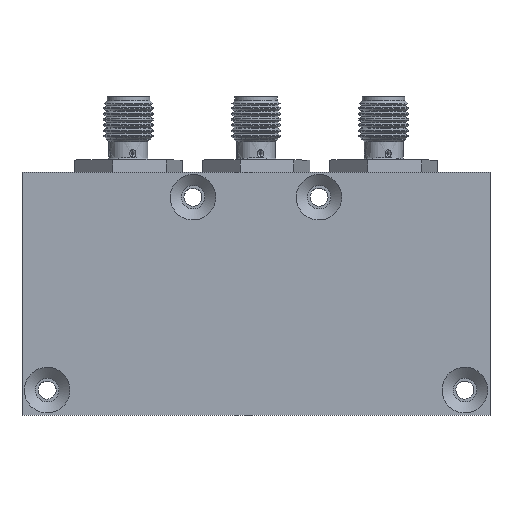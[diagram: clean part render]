
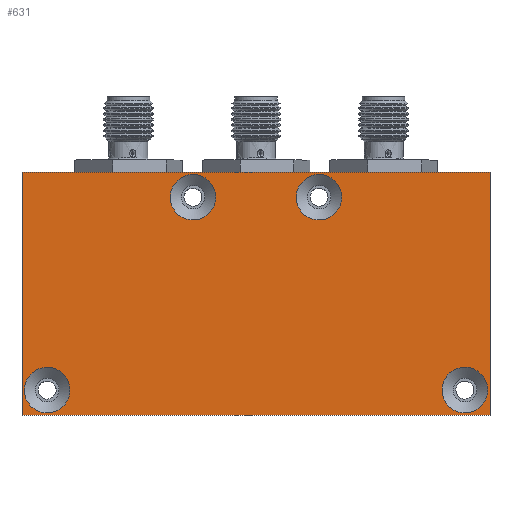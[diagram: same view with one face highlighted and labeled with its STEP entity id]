
A CAD part, top view. The second image highlights one B-rep face of the part: STEP entity #631.
In plain terms, the highlighted free-form (B-spline) face has degree [1, 1] with [2, 2] control points.
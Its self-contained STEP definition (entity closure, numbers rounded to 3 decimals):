
#533 = VERTEX_POINT('',#534);
#534 = CARTESIAN_POINT('',(-35.789,18.593,
    9.181));
#539 = EDGE_CURVE('',#540,#533,#542,.T.);
#540 = VERTEX_POINT('',#541);
#541 = CARTESIAN_POINT('',(35.789,18.593,
    9.181));
#542 = B_SPLINE_CURVE_WITH_KNOTS('',1,(#543,#544),.UNSPECIFIED.,.F.,.F.,
  (2,2),(0.,58.67),.PIECEWISE_BEZIER_KNOTS.);
#543 = CARTESIAN_POINT('',(35.789,18.593,
    9.181));
#544 = CARTESIAN_POINT('',(-35.789,18.593,
    9.181));
#567 = VERTEX_POINT('',#568);
#568 = CARTESIAN_POINT('',(-35.789,-18.593,
    9.181));
#573 = EDGE_CURVE('',#533,#567,#574,.T.);
#574 = B_SPLINE_CURVE_WITH_KNOTS('',1,(#575,#576),.UNSPECIFIED.,.F.,.F.,
  (2,2),(0.,30.48),.PIECEWISE_BEZIER_KNOTS.);
#575 = CARTESIAN_POINT('',(-35.789,18.593,
    9.181));
#576 = CARTESIAN_POINT('',(-35.789,-18.593,
    9.181));
#595 = VERTEX_POINT('',#596);
#596 = CARTESIAN_POINT('',(35.789,-18.593,
    9.181));
#601 = EDGE_CURVE('',#567,#595,#602,.T.);
#602 = B_SPLINE_CURVE_WITH_KNOTS('',1,(#603,#604),.UNSPECIFIED.,.F.,.F.,
  (2,2),(0.,58.67),.PIECEWISE_BEZIER_KNOTS.);
#603 = CARTESIAN_POINT('',(-35.789,-18.593,
    9.181));
#604 = CARTESIAN_POINT('',(35.789,-18.593,
    9.181));
#621 = EDGE_CURVE('',#595,#540,#622,.T.);
#622 = B_SPLINE_CURVE_WITH_KNOTS('',1,(#623,#624),.UNSPECIFIED.,.F.,.F.,
  (2,2),(0.,30.48),.PIECEWISE_BEZIER_KNOTS.);
#623 = CARTESIAN_POINT('',(35.789,-18.593,
    9.181));
#624 = CARTESIAN_POINT('',(35.789,18.593,
    9.181));
#631 = ADVANCED_FACE('',(#632,#646,#660,#674,#688),#694,.T.);
#632 = FACE_BOUND('',#633,.T.);
#633 = EDGE_LOOP('',(#634));
#634 = ORIENTED_EDGE('',*,*,#635,.F.);
#635 = EDGE_CURVE('',#636,#636,#638,.T.);
#636 = VERTEX_POINT('',#637);
#637 = CARTESIAN_POINT('',(-6.152,14.75,
    9.181));
#638 = ( BOUNDED_CURVE() B_SPLINE_CURVE(2,(#639,#640,#641,#642,#643,#644
,#645),.UNSPECIFIED.,.T.,.F.) B_SPLINE_CURVE_WITH_KNOTS((1,2,2,2,2,1),(
    -2.094,0.,2.094,4.189,6.283,
8.378),.UNSPECIFIED.) CURVE() GEOMETRIC_REPRESENTATION_ITEM() 
RATIONAL_B_SPLINE_CURVE((1.,0.5,1.,0.5,1.,0.5,1.)) REPRESENTATION_ITEM(
  '') );
#639 = CARTESIAN_POINT('',(-6.152,14.75,
    9.181));
#640 = CARTESIAN_POINT('',(-6.152,20.788,
    9.181));
#641 = CARTESIAN_POINT('',(-11.381,17.769,
    9.181));
#642 = CARTESIAN_POINT('',(-16.61,14.75,9.181
    ));
#643 = CARTESIAN_POINT('',(-11.381,11.731,
    9.181));
#644 = CARTESIAN_POINT('',(-6.152,8.712,9.181
    ));
#645 = CARTESIAN_POINT('',(-6.152,14.75,
    9.181));
#646 = FACE_BOUND('',#647,.T.);
#647 = EDGE_LOOP('',(#648));
#648 = ORIENTED_EDGE('',*,*,#649,.F.);
#649 = EDGE_CURVE('',#650,#650,#652,.T.);
#650 = VERTEX_POINT('',#651);
#651 = CARTESIAN_POINT('',(13.124,14.75,
    9.181));
#652 = ( BOUNDED_CURVE() B_SPLINE_CURVE(2,(#653,#654,#655,#656,#657,#658
,#659),.UNSPECIFIED.,.T.,.F.) B_SPLINE_CURVE_WITH_KNOTS((1,2,2,2,2,1),(
    -2.094,0.,2.094,4.189,6.283,
8.378),.UNSPECIFIED.) CURVE() GEOMETRIC_REPRESENTATION_ITEM() 
RATIONAL_B_SPLINE_CURVE((1.,0.5,1.,0.5,1.,0.5,1.)) REPRESENTATION_ITEM(
  '') );
#653 = CARTESIAN_POINT('',(13.124,14.75,
    9.181));
#654 = CARTESIAN_POINT('',(13.124,20.788,
    9.181));
#655 = CARTESIAN_POINT('',(7.895,17.769,9.181
    ));
#656 = CARTESIAN_POINT('',(2.666,14.75,9.181)
  );
#657 = CARTESIAN_POINT('',(7.895,11.731,9.181
    ));
#658 = CARTESIAN_POINT('',(13.124,8.712,9.181
    ));
#659 = CARTESIAN_POINT('',(13.124,14.75,
    9.181));
#660 = FACE_BOUND('',#661,.T.);
#661 = EDGE_LOOP('',(#662));
#662 = ORIENTED_EDGE('',*,*,#663,.F.);
#663 = EDGE_CURVE('',#664,#664,#666,.T.);
#664 = VERTEX_POINT('',#665);
#665 = CARTESIAN_POINT('',(-28.46,-14.75,
    9.181));
#666 = ( BOUNDED_CURVE() B_SPLINE_CURVE(2,(#667,#668,#669,#670,#671,#672
,#673),.UNSPECIFIED.,.T.,.F.) B_SPLINE_CURVE_WITH_KNOTS((1,2,2,2,2,1),(
    -2.094,0.,2.094,4.189,6.283,
8.378),.UNSPECIFIED.) CURVE() GEOMETRIC_REPRESENTATION_ITEM() 
RATIONAL_B_SPLINE_CURVE((1.,0.5,1.,0.5,1.,0.5,1.)) REPRESENTATION_ITEM(
  '') );
#667 = CARTESIAN_POINT('',(-28.46,-14.75,
    9.181));
#668 = CARTESIAN_POINT('',(-28.46,-8.712,
    9.181));
#669 = CARTESIAN_POINT('',(-33.689,-11.731,
    9.181));
#670 = CARTESIAN_POINT('',(-38.918,-14.75,
    9.181));
#671 = CARTESIAN_POINT('',(-33.689,-17.769,
    9.181));
#672 = CARTESIAN_POINT('',(-28.46,-20.788,
    9.181));
#673 = CARTESIAN_POINT('',(-28.46,-14.75,
    9.181));
#674 = FACE_BOUND('',#675,.T.);
#675 = EDGE_LOOP('',(#676));
#676 = ORIENTED_EDGE('',*,*,#677,.F.);
#677 = EDGE_CURVE('',#678,#678,#680,.T.);
#678 = VERTEX_POINT('',#679);
#679 = CARTESIAN_POINT('',(35.432,-14.75,
    9.181));
#680 = ( BOUNDED_CURVE() B_SPLINE_CURVE(2,(#681,#682,#683,#684,#685,#686
,#687),.UNSPECIFIED.,.T.,.F.) B_SPLINE_CURVE_WITH_KNOTS((1,2,2,2,2,1),(
    -2.094,0.,2.094,4.189,6.283,
8.378),.UNSPECIFIED.) CURVE() GEOMETRIC_REPRESENTATION_ITEM() 
RATIONAL_B_SPLINE_CURVE((1.,0.5,1.,0.5,1.,0.5,1.)) REPRESENTATION_ITEM(
  '') );
#681 = CARTESIAN_POINT('',(35.432,-14.75,
    9.181));
#682 = CARTESIAN_POINT('',(35.432,-8.712,
    9.181));
#683 = CARTESIAN_POINT('',(30.203,-11.731,
    9.181));
#684 = CARTESIAN_POINT('',(24.974,-14.75,9.181
    ));
#685 = CARTESIAN_POINT('',(30.203,-17.769,
    9.181));
#686 = CARTESIAN_POINT('',(35.432,-20.788,
    9.181));
#687 = CARTESIAN_POINT('',(35.432,-14.75,
    9.181));
#688 = FACE_BOUND('',#689,.T.);
#689 = EDGE_LOOP('',(#690,#691,#692,#693));
#690 = ORIENTED_EDGE('',*,*,#539,.T.);
#691 = ORIENTED_EDGE('',*,*,#573,.T.);
#692 = ORIENTED_EDGE('',*,*,#601,.T.);
#693 = ORIENTED_EDGE('',*,*,#621,.T.);
#694 = B_SPLINE_SURFACE_WITH_KNOTS('',1,1,(
    (#695,#696)
    ,(#697,#698
  )),.UNSPECIFIED.,.F.,.F.,.F.,(2,2),(2,2),(-29.335,29.335),(-15.24,
    15.24),.PIECEWISE_BEZIER_KNOTS.);
#695 = CARTESIAN_POINT('',(-35.789,-18.593,
    9.181));
#696 = CARTESIAN_POINT('',(-35.789,18.593,
    9.181));
#697 = CARTESIAN_POINT('',(35.789,-18.593,
    9.181));
#698 = CARTESIAN_POINT('',(35.789,18.593,
    9.181));
